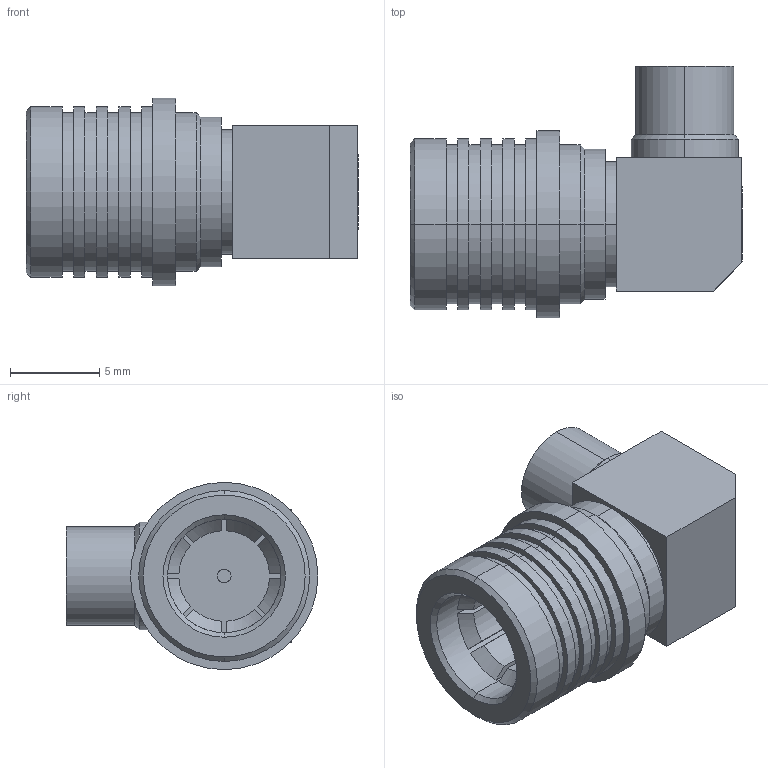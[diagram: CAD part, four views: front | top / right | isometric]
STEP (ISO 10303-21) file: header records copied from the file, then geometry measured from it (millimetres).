
FILE_DESCRIPTION (( 'STEP AP203' ), '1' );
FILE_NAME ('FMCN1889_3D.STEP', '2022-02-16T01:15:53', ( '' ), ( '' ), 'SwSTEP 2.0', 'SolidWorks 2021', '' );
FILE_SCHEMA (( 'CONFIG_CONTROL_DESIGN' ));
Length unit declared in the file: inch
Products named in the file (1): FMCN1889_3D
Bounding box: 18.6 x 14.1 x 10.49 mm (x, y, z)
Volume: 938.3 mm3; surface area: 1293.9 mm2
Topology: 2 solids, 2 shells, 122 faces, 289 edges, 188 vertices
Faces by surface type: cylinder 54, plane 50, cone 18
Entity records: 3724 total; most frequent: CARTESIAN_POINT 718, DIRECTION 653, ORIENTED_EDGE 578, EDGE_CURVE 289, AXIS2_PLACEMENT_3D 259, VERTEX_POINT 188, EDGE_LOOP 143, CIRCLE 136
